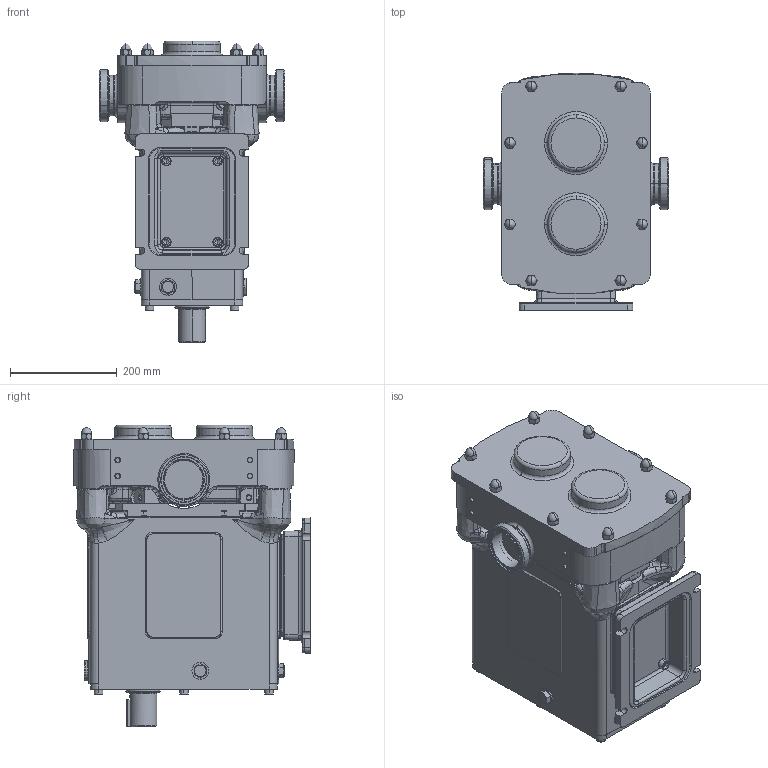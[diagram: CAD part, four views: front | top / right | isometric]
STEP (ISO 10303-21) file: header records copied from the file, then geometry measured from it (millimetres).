
FILE_DESCRIPTION (( 'STEP AP214' ), '1' );
FILE_NAME ('GA4213.STEP', '2024-11-06T21:31:29', ( '' ), ( '' ), 'SwSTEP 2.0', 'SolidWorks 2023', '' );
FILE_SCHEMA (( 'AUTOMOTIVE_DESIGN' ));
Length unit declared in the file: millimetre
Products named in the file (3): GA4213; Copy of R1800 CPP H TSD^GA4213; Copy of Z94-5101-55 - 3 INCH SMS681^GA4213
Assembly tree (3 placements, depth 2):
  GA4213
    Copy of R1800 CPP H TSD^GA4213
    Copy of Z94-5101-55 - 3 INCH SMS681^GA4213  x2
Bounding box: 349 x 444.75 x 566 mm (x, y, z)
Volume: 37370880.1 mm3; surface area: 1230550.6 mm2
Topology: 4 solids, 4 shells, 1737 faces, 4222 edges, 2503 vertices
Faces by surface type: plane 528, cylinder 419, bspline 360, cone 243, torus 134, sphere 53
Entity records: 66370 total; most frequent: CARTESIAN_POINT 29384, ORIENTED_EDGE 8156, DIRECTION 7273, EDGE_CURVE 4078, AXIS2_PLACEMENT_3D 2912, VERTEX_POINT 2467, EDGE_LOOP 1825, ADVANCED_FACE 1706
